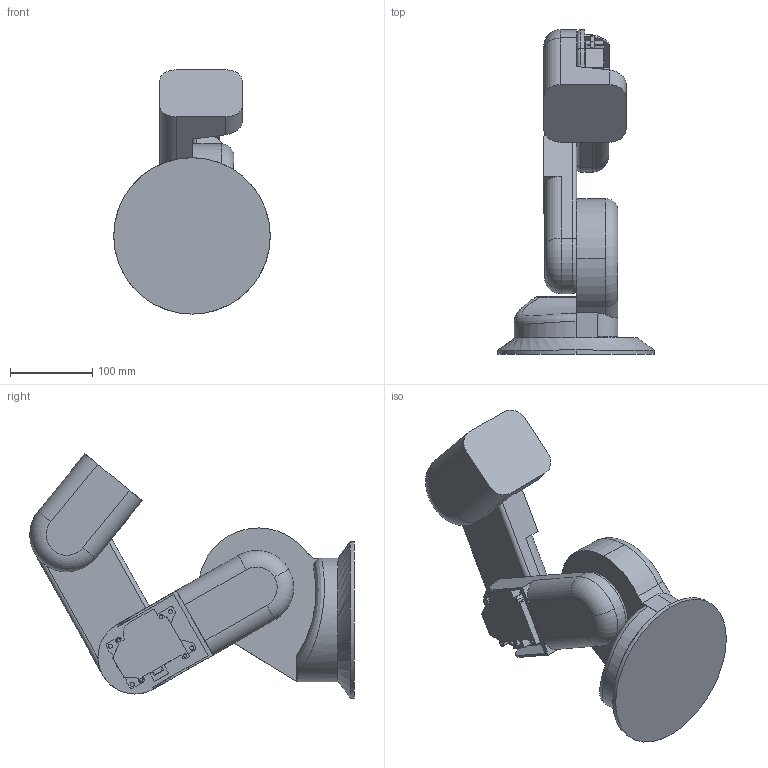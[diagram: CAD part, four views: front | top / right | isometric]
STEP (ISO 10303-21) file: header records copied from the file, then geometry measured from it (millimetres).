
FILE_DESCRIPTION (( 'STEP AP203' ), '1' );
FILE_NAME ('Assem1.STEP', '2023-05-21T15:44:54', ( '' ), ( '' ), 'SwSTEP 2.0', 'SolidWorks 2023', '' );
FILE_SCHEMA (( 'CONFIG_CONTROL_DESIGN' ));
Length unit declared in the file: millimetre
Products named in the file (7): Part5; Actuator Motor; Part6; Gear1; ARM1; Part4; Assem1
Assembly tree (11 placements, depth 2):
  Assem1
    ARM1
    Actuator Motor  x3
    Gear1  x3
    Part4  x2
    Part5
    Part6
Bounding box: 190 x 394.05 x 296.55 mm (x, y, z)
Volume: 3534605.7 mm3; surface area: 435101.3 mm2
Topology: 15 solids, 15 shells, 2267 faces, 6601 edges, 4381 vertices
Faces by surface type: cylinder 1361, plane 870, torus 27, bspline 9
Entity records: 39757 total; most frequent: CARTESIAN_POINT 7910, DIRECTION 6873, ORIENTED_EDGE 6512, EDGE_CURVE 3256, AXIS2_PLACEMENT_3D 2530, VERTEX_POINT 2158, VECTOR 1813, LINE 1813
